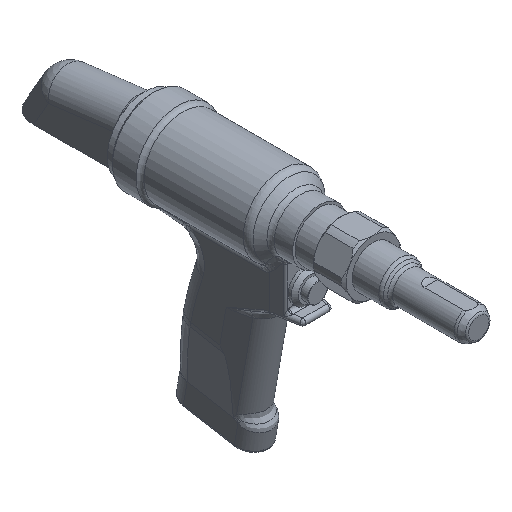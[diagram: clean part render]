
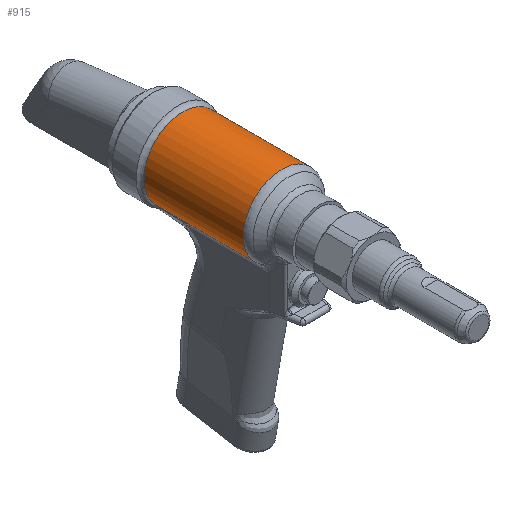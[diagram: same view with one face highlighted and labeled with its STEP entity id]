
A CAD part, isometric view. The second image highlights one B-rep face of the part: STEP entity #915.
In plain terms, the highlighted cylindrical face has radius 25.089 mm (diameter 50.178 mm), a partial arc.
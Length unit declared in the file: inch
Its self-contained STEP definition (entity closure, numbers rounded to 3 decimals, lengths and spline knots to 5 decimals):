
#334=FACE_OUTER_BOUND('',#1268,.T.);
#503=B_SPLINE_CURVE_WITH_KNOTS('',3,(#4355,#4356,#4357,#4358,#4359,#4360,
#4361,#4362,#4363,#4364),.UNSPECIFIED.,.F.,.F.,(4,1,1,2,2,4),(0.,0.25,
0.375,0.4375,0.5,1.),.UNSPECIFIED.);
#504=B_SPLINE_CURVE_WITH_KNOTS('',3,(#4366,#4367,#4368,#4369),
 .UNSPECIFIED.,.F.,.F.,(4,4),(0.,1.),.UNSPECIFIED.);
#505=B_SPLINE_CURVE_WITH_KNOTS('',3,(#4377,#4378,#4379,#4380),
 .UNSPECIFIED.,.F.,.F.,(4,4),(0.,1.),.UNSPECIFIED.);
#506=B_SPLINE_CURVE_WITH_KNOTS('',3,(#4382,#4383,#4384,#4385,#4386,#4387,
#4388,#4389,#4390,#4391,#4392),.UNSPECIFIED.,.F.,.F.,(4,2,1,2,2,4),(0.,
0.25,0.375,0.4375,0.5,
1.),.UNSPECIFIED.);
#744=LINE('',#4371,#829);
#745=LINE('',#4375,#830);
#829=VECTOR('',#3637,1.);
#830=VECTOR('',#3640,1.);
#915=ADVANCED_FACE('',(#334),#1123,.T.);
#1123=CYLINDRICAL_SURFACE('',#3312,0.98775);
#1268=EDGE_LOOP('',(#1534,#1535,#1536,#1537,#1538,#1539,#1540,#1541));
#1534=ORIENTED_EDGE('',*,*,#2712,.T.);
#1535=ORIENTED_EDGE('',*,*,#2713,.T.);
#1536=ORIENTED_EDGE('',*,*,#2714,.T.);
#1537=ORIENTED_EDGE('',*,*,#2715,.T.);
#1538=ORIENTED_EDGE('',*,*,#2716,.T.);
#1539=ORIENTED_EDGE('',*,*,#2717,.T.);
#1540=ORIENTED_EDGE('',*,*,#2718,.T.);
#1541=ORIENTED_EDGE('',*,*,#2719,.T.);
#2428=VERTEX_POINT('',#4353);
#2429=VERTEX_POINT('',#4354);
#2430=VERTEX_POINT('',#4365);
#2431=VERTEX_POINT('',#4370);
#2432=VERTEX_POINT('',#4372);
#2433=VERTEX_POINT('',#4374);
#2434=VERTEX_POINT('',#4376);
#2435=VERTEX_POINT('',#4381);
#2712=EDGE_CURVE('',#2428,#2429,#3150,.T.);
#2713=EDGE_CURVE('',#2429,#2430,#503,.T.);
#2714=EDGE_CURVE('',#2430,#2431,#504,.T.);
#2715=EDGE_CURVE('',#2431,#2432,#744,.T.);
#2716=EDGE_CURVE('',#2432,#2433,#3151,.T.);
#2717=EDGE_CURVE('',#2433,#2434,#745,.T.);
#2718=EDGE_CURVE('',#2434,#2435,#505,.T.);
#2719=EDGE_CURVE('',#2435,#2428,#506,.T.);
#3150=CIRCLE('',#3310,0.98775);
#3151=CIRCLE('',#3311,0.98775);
#3310=AXIS2_PLACEMENT_3D('',#4352,#3635,#3636);
#3311=AXIS2_PLACEMENT_3D('',#4373,#3638,#3639);
#3312=AXIS2_PLACEMENT_3D('',#4393,#3641,#3642);
#3635=DIRECTION('',(0.,-1.,0.));
#3636=DIRECTION('',(0.,0.,1.));
#3637=DIRECTION('',(0.,-1.,0.));
#3638=DIRECTION('',(0.,1.,0.));
#3639=DIRECTION('',(0.,0.,1.));
#3640=DIRECTION('',(0.,1.,0.));
#3641=DIRECTION('',(0.,-1.,0.));
#3642=DIRECTION('',(0.,0.,1.));
#4352=CARTESIAN_POINT('',(0.,3.055,0.));
#4353=CARTESIAN_POINT('',(0.5896,3.055,-0.79248));
#4354=CARTESIAN_POINT('',(-0.5896,3.055,-0.79248));
#4355=CARTESIAN_POINT('',(-0.5896,3.055,-0.79248));
#4356=CARTESIAN_POINT('',(-0.58851,3.00789,-0.79329));
#4357=CARTESIAN_POINT('',(-0.58682,2.94096,-0.79454));
#4358=CARTESIAN_POINT('',(-0.58474,2.8694,-0.79607));
#4359=CARTESIAN_POINT('',(-0.58383,2.84013,-0.79674));
#4360=CARTESIAN_POINT('',(-0.58321,2.82093,-0.79719));
#4361=CARTESIAN_POINT('',(-0.58296,2.81304,-0.79738));
#4362=CARTESIAN_POINT('',(-0.57968,2.71543,-0.79977));
#4363=CARTESIAN_POINT('',(-0.57913,2.63132,-0.80016));
#4364=CARTESIAN_POINT('',(-0.58094,2.54986,-0.79885));
#4365=CARTESIAN_POINT('',(-0.58094,2.54986,-0.79885));
#4366=CARTESIAN_POINT('',(-0.58094,2.54986,-0.79885));
#4367=CARTESIAN_POINT('',(-0.58145,2.52721,-0.79847));
#4368=CARTESIAN_POINT('',(-0.58728,2.50418,-0.79432));
#4369=CARTESIAN_POINT('',(-0.59817,2.48078,-0.78603));
#4370=CARTESIAN_POINT('',(-0.59796,2.48063,-0.78619));
#4371=CARTESIAN_POINT('',(-0.59852,-2.64333,-0.78577));
#4372=CARTESIAN_POINT('',(-0.59852,0.53255,-0.78577));
#4373=CARTESIAN_POINT('',(0.,0.53255,0.));
#4374=CARTESIAN_POINT('',(0.59852,0.53255,-0.78577));
#4375=CARTESIAN_POINT('',(0.59852,-2.64333,-0.78577));
#4376=CARTESIAN_POINT('',(0.59796,2.48063,-0.78619));
#4377=CARTESIAN_POINT('',(0.59817,2.48079,-0.78603));
#4378=CARTESIAN_POINT('',(0.58728,2.50418,-0.79432));
#4379=CARTESIAN_POINT('',(0.58145,2.52721,-0.79847));
#4380=CARTESIAN_POINT('',(0.58094,2.54986,-0.79885));
#4381=CARTESIAN_POINT('',(0.58094,2.54986,-0.79885));
#4382=CARTESIAN_POINT('',(0.58094,2.54986,-0.79885));
#4383=CARTESIAN_POINT('',(0.58019,2.58368,-0.79939));
#4384=CARTESIAN_POINT('',(0.57995,2.62161,-0.79957));
#4385=CARTESIAN_POINT('',(0.58036,2.6847,-0.79927));
#4386=CARTESIAN_POINT('',(0.58076,2.71778,-0.79898));
#4387=CARTESIAN_POINT('',(0.58145,2.75319,-0.79848));
#4388=CARTESIAN_POINT('',(0.58197,2.7773,-0.7981));
#4389=CARTESIAN_POINT('',(0.58231,2.79118,-0.79785));
#4390=CARTESIAN_POINT('',(0.58487,2.89029,-0.79598));
#4391=CARTESIAN_POINT('',(0.58721,2.97456,-0.79426));
#4392=CARTESIAN_POINT('',(0.5896,3.055,-0.79248));
#4393=CARTESIAN_POINT('',(0.,-2.64333,0.));
